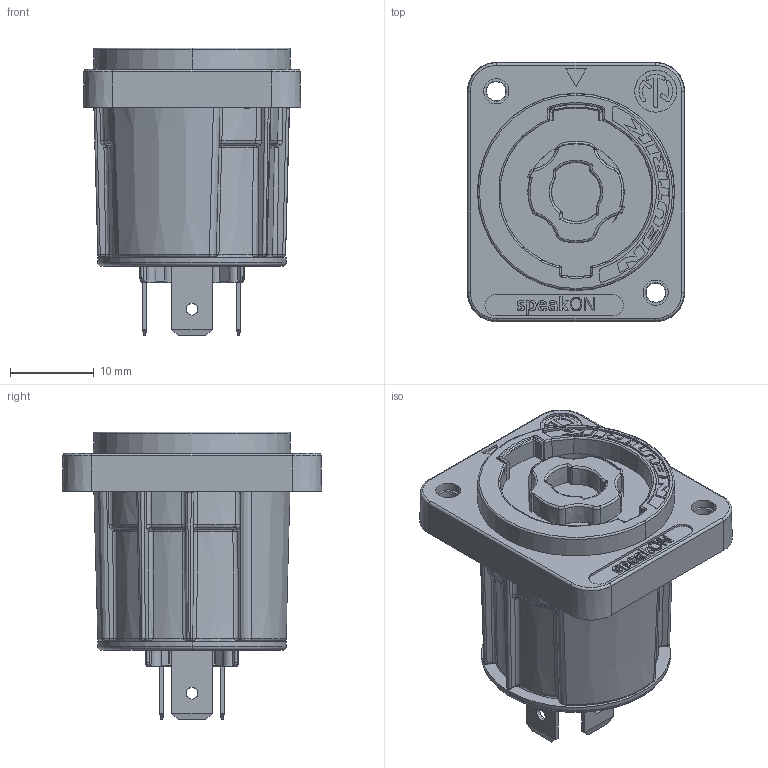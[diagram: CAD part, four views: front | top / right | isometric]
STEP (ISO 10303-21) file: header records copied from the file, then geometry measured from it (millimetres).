
FILE_DESCRIPTION((''),'2;1');
FILE_NAME('NL4MPXX-3','2020-02-12T14:11:56',('phk'),(''),'CREO PARAMETRIC BY PTC INC, 2019080','CREO PARAMETRIC BY PTC INC, 2019080','');
FILE_SCHEMA(('CONFIG_CONTROL_DESIGN'));
Products named in the file (1): NL4MPXX-3
Bounding box: 25.9 x 30.9 x 34.3 mm (x, y, z)
Volume: 10589.8 mm3; surface area: 5990.1 mm2
Topology: 1 solids, 6 shells, 1100 faces, 2715 edges, 1666 vertices
Faces by surface type: plane 353, bspline 199, cylinder 179, extrusion 156, cone 88, torus 81, sphere 44
Entity records: 44897 total; most frequent: CARTESIAN_POINT 20887, ORIENTED_EDGE 5420, DIRECTION 4194, EDGE_CURVE 2715, VERTEX_POINT 1666, AXIS2_PLACEMENT_3D 1446, VECTOR 1302, EDGE_LOOP 1167
